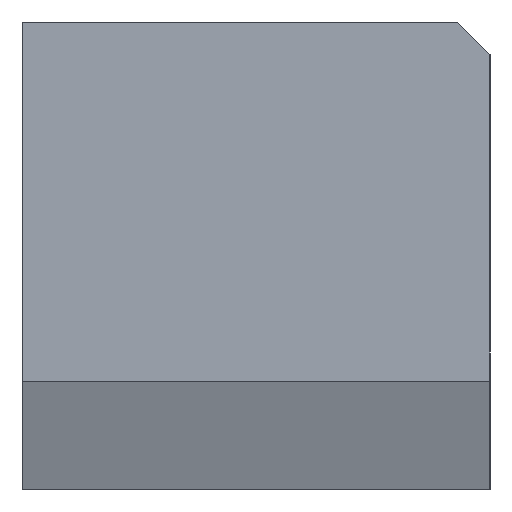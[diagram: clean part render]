
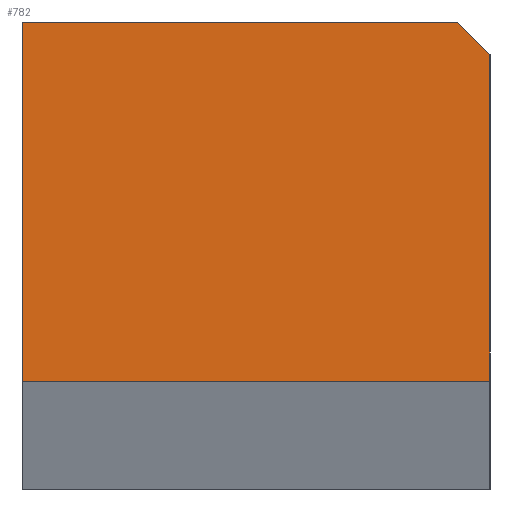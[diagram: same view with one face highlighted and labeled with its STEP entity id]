
A CAD part, left-side view. The second image highlights one B-rep face of the part: STEP entity #782.
In plain terms, the highlighted planar face has unit normal (-1, 0, 0).
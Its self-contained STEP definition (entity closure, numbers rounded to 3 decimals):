
#782=ADVANCED_FACE('NONE',(#1923),#1924,.F.);
#1923=FACE_OUTER_BOUND('',#3408,.T.);
#1924=PLANE('',#3409);
#3408=EDGE_LOOP('',(#6457,#6458,#6459,#6460,#6461));
#3409=AXIS2_PLACEMENT_3D('',#6462,#6463,#6464);
#6457=ORIENTED_EDGE('',*,*,#9343,.F.);
#6458=ORIENTED_EDGE('',*,*,#10555,.T.);
#6459=ORIENTED_EDGE('',*,*,#10556,.F.);
#6460=ORIENTED_EDGE('',*,*,#10212,.T.);
#6461=ORIENTED_EDGE('',*,*,#10557,.F.);
#6462=CARTESIAN_POINT('',(0.0,0.0,29.0));
#6463=DIRECTION('',(1.0,0.0,0.0));
#6464=DIRECTION('',(0.0,1.0,-0.0));
#9343=EDGE_CURVE('NONE',#11319,#11321,#11322,.T.);
#10212=EDGE_CURVE('NONE',#13056,#13054,#13057,.T.);
#10555=EDGE_CURVE('NONE',#11319,#13403,#13404,.T.);
#10556=EDGE_CURVE('NONE',#13056,#13403,#13405,.T.);
#10557=EDGE_CURVE('NONE',#11321,#13054,#13406,.T.);
#11319=VERTEX_POINT('NONE',#14205);
#11321=VERTEX_POINT('NONE',#14208);
#11322=LINE('',#14209,#14210);
#13054=VERTEX_POINT('NONE',#16806);
#13056=VERTEX_POINT('NONE',#16809);
#13057=LINE('',#16810,#16811);
#13403=VERTEX_POINT('NONE',#17379);
#13404=LINE('',#17380,#17381);
#13405=LINE('',#17382,#17383);
#13406=LINE('',#17384,#17385);
#14205=CARTESIAN_POINT('',(0.0,0.0,27.0));
#14208=CARTESIAN_POINT('',(0.0,0.0,6.75));
#14209=CARTESIAN_POINT('',(0.0,0.0,29.0));
#14210=VECTOR('',#18368,1000.0);
#16806=CARTESIAN_POINT('',(0.0,29.0,6.75));
#16809=CARTESIAN_POINT('',(0.0,29.0,29.0));
#16810=CARTESIAN_POINT('',(0.0,29.0,29.0));
#16811=VECTOR('',#19240,1000.0);
#17379=CARTESIAN_POINT('',(0.0,2.,29.0));
#17380=CARTESIAN_POINT('',(0.0,2.,29.0));
#17381=VECTOR('',#19493,1000.0);
#17382=CARTESIAN_POINT('',(0.0,0.0,29.0));
#17383=VECTOR('',#19494,1000.0);
#17384=CARTESIAN_POINT('',(0.0,0.0,6.75));
#17385=VECTOR('',#19495,1000.0);
#18368=DIRECTION('',(-0.0,-0.0,-1.0));
#19240=DIRECTION('',(-0.0,-0.0,-1.0));
#19493=DIRECTION('',(-0.0,0.707,0.707));
#19494=DIRECTION('',(-0.0,-1.0,-0.0));
#19495=DIRECTION('',(0.0,1.0,0.0));
